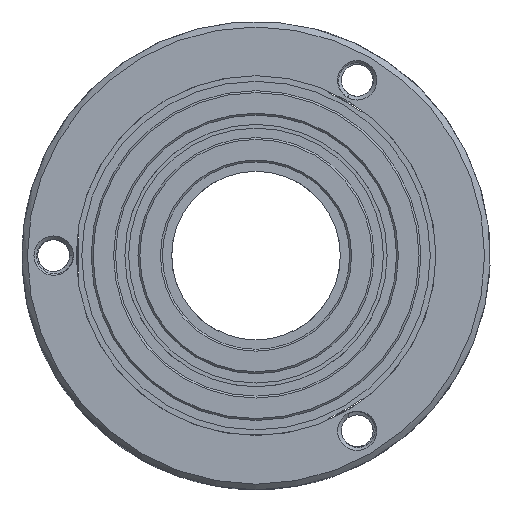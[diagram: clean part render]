
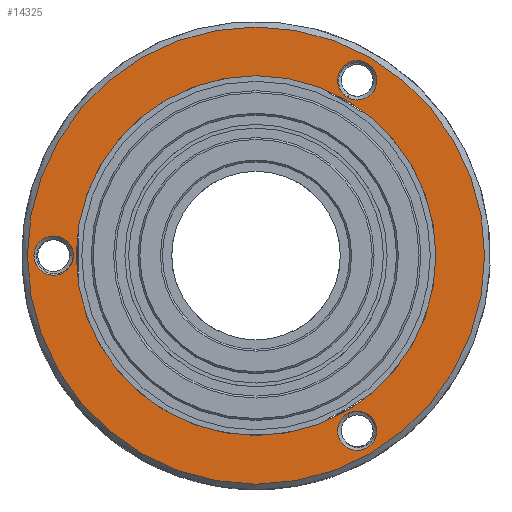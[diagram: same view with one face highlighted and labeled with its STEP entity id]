
A CAD part, left-side view. The second image highlights one B-rep face of the part: STEP entity #14325.
In plain terms, the highlighted planar face has unit normal (-1, 0, 0).
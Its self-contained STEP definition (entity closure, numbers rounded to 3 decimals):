
#185 = CIRCLE ( 'NONE', #7669, 9.6 ) ;
#1448 = DIRECTION ( 'NONE',  ( 0., 0., -1. ) ) ;
#1730 = FACE_OUTER_BOUND ( 'NONE', #13673, .T. ) ;
#1749 = DIRECTION ( 'NONE',  ( 0., 0., -1. ) ) ;
#1868 = FACE_BOUND ( 'NONE', #8766, .T. ) ;
#1884 = VERTEX_POINT ( 'NONE', #14599 ) ;
#2147 = CARTESIAN_POINT ( 'NONE',  ( 6.5, 0., 0. ) ) ;
#2570 = CARTESIAN_POINT ( 'NONE',  ( 6.5, 0., 9.6 ) ) ;
#2819 = VERTEX_POINT ( 'NONE', #2570 ) ;
#2965 = CARTESIAN_POINT ( 'NONE',  ( 6.5, 10.8, -1.05 ) ) ;
#3221 = CIRCLE ( 'NONE', #15578, 1.05 ) ;
#5863 = AXIS2_PLACEMENT_3D ( 'NONE', #11237, #9145, #14989 ) ;
#6248 = CARTESIAN_POINT ( 'NONE',  ( 6.5, 0., 0. ) ) ;
#6357 = AXIS2_PLACEMENT_3D ( 'NONE', #6248, #27301, #12209 ) ;
#7669 = AXIS2_PLACEMENT_3D ( 'NONE', #2147, #14993, #8345 ) ;
#7821 = EDGE_CURVE ( 'NONE', #1884, #1884, #18259, .T. ) ;
#7920 = EDGE_LOOP ( 'NONE', ( #12572 ) ) ;
#8345 = DIRECTION ( 'NONE',  ( 0., 0., 1. ) ) ;
#8766 = EDGE_LOOP ( 'NONE', ( #26221 ) ) ;
#9145 = DIRECTION ( 'NONE',  ( 1., 0., 0. ) ) ;
#9159 = EDGE_LOOP ( 'NONE', ( #20472 ) ) ;
#9842 = EDGE_CURVE ( 'NONE', #12935, #12935, #19398, .T. ) ;
#10134 = FACE_BOUND ( 'NONE', #7920, .T. ) ;
#10135 = AXIS2_PLACEMENT_3D ( 'NONE', #12255, #20653, #1749 ) ;
#10271 = FACE_BOUND ( 'NONE', #19005, .T. ) ;
#11237 = CARTESIAN_POINT ( 'NONE',  ( 6.5, 12.5, 0. ) ) ;
#11827 = CIRCLE ( 'NONE', #17983, 1.05 ) ;
#12209 = DIRECTION ( 'NONE',  ( 0., 0., -1. ) ) ;
#12255 = CARTESIAN_POINT ( 'NONE',  ( 6.5, -5.4, 9.353 ) ) ;
#12572 = ORIENTED_EDGE ( 'NONE', *, *, #9842, .T. ) ;
#12935 = VERTEX_POINT ( 'NONE', #19675 ) ;
#13020 = ORIENTED_EDGE ( 'NONE', *, *, #7821, .T. ) ;
#13075 = VERTEX_POINT ( 'NONE', #2965 ) ;
#13673 = EDGE_LOOP ( 'NONE', ( #13020 ) ) ;
#14306 = EDGE_CURVE ( 'NONE', #17325, #17325, #3221, .T. ) ;
#14325 = ADVANCED_FACE ( 'NONE', ( #1730, #1868, #10134, #18563, #10271 ), #18690, .F. ) ;
#14449 = DIRECTION ( 'NONE',  ( 0., 0., -1. ) ) ;
#14599 = CARTESIAN_POINT ( 'NONE',  ( 6.5, 0., -12.2 ) ) ;
#14989 = DIRECTION ( 'NONE',  ( 0., 0., -1. ) ) ;
#14993 = DIRECTION ( 'NONE',  ( -1., 0., 0. ) ) ;
#15007 = EDGE_CURVE ( 'NONE', #2819, #2819, #185, .T. ) ;
#15578 = AXIS2_PLACEMENT_3D ( 'NONE', #22996, #27041, #14449 ) ;
#16211 = ORIENTED_EDGE ( 'NONE', *, *, #15007, .F. ) ;
#17325 = VERTEX_POINT ( 'NONE', #17460 ) ;
#17460 = CARTESIAN_POINT ( 'NONE',  ( 6.5, -5.4, -10.403 ) ) ;
#17983 = AXIS2_PLACEMENT_3D ( 'NONE', #24824, #22463, #1448 ) ;
#18259 = CIRCLE ( 'NONE', #6357, 12.2 ) ;
#18563 = FACE_BOUND ( 'NONE', #9159, .T. ) ;
#18690 = PLANE ( 'NONE',  #5863 ) ;
#19005 = EDGE_LOOP ( 'NONE', ( #16211 ) ) ;
#19398 = CIRCLE ( 'NONE', #10135, 1.05 ) ;
#19675 = CARTESIAN_POINT ( 'NONE',  ( 6.5, -5.4, 8.303 ) ) ;
#20472 = ORIENTED_EDGE ( 'NONE', *, *, #26486, .T. ) ;
#20653 = DIRECTION ( 'NONE',  ( 1., 0., 0. ) ) ;
#22463 = DIRECTION ( 'NONE',  ( 1., 0., 0. ) ) ;
#22996 = CARTESIAN_POINT ( 'NONE',  ( 6.5, -5.4, -9.353 ) ) ;
#24824 = CARTESIAN_POINT ( 'NONE',  ( 6.5, 10.8, 0. ) ) ;
#26221 = ORIENTED_EDGE ( 'NONE', *, *, #14306, .T. ) ;
#26486 = EDGE_CURVE ( 'NONE', #13075, #13075, #11827, .T. ) ;
#27041 = DIRECTION ( 'NONE',  ( 1., 0., 0. ) ) ;
#27301 = DIRECTION ( 'NONE',  ( -1., 0., 0. ) ) ;
